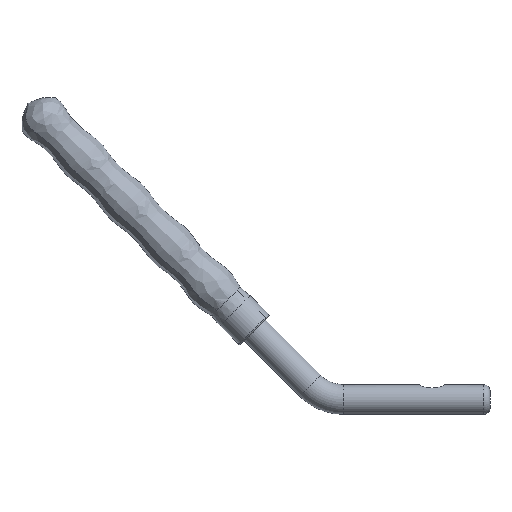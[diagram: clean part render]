
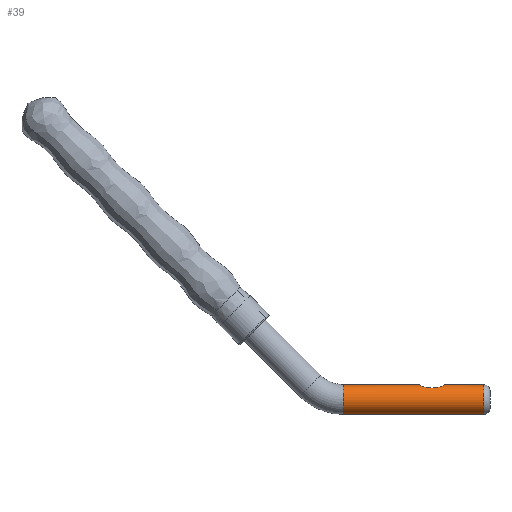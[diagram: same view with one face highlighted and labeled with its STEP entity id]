
A CAD part, top view. The second image highlights one B-rep face of the part: STEP entity #39.
In plain terms, the highlighted cylindrical face has radius 4.75 mm (diameter 9.5 mm), a partial arc.
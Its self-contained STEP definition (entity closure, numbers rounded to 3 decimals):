
#13 = VERTEX_POINT ( 'NONE', #1530 ) ;
#19 = CARTESIAN_POINT ( 'NONE',  ( -19.673, 8.483, 2.938 ) ) ;
#29 = CARTESIAN_POINT ( 'NONE',  ( -21.346, 8.825, 2.445 ) ) ;
#39 = ADVANCED_FACE ( 'NONE', ( #2438 ), #2119, .T. ) ;
#41 = CARTESIAN_POINT ( 'NONE',  ( -20.809, 8.69, 2.656 ) ) ;
#50 = DIRECTION ( 'NONE',  ( 0., -1., 0. ) ) ;
#69 = CARTESIAN_POINT ( 'NONE',  ( -22.5, 9.5, 0.4 ) ) ;
#88 = DIRECTION ( 'NONE',  ( 1., 0., 0. ) ) ;
#142 = CARTESIAN_POINT ( 'NONE',  ( -14.944, 9.131, 1.867 ) ) ;
#207 = ORIENTED_EDGE ( 'NONE', *, *, #324, .F. ) ;
#238 = B_SPLINE_CURVE_WITH_KNOTS ( 'NONE', 3,
 ( #2518, #1465, #1071, #861, #684, #2304, #1063, #444, #1689, #2337 ),
 .UNSPECIFIED., .F., .F.,
 ( 4, 2, 2, 2, 4 ),
 ( 0.001, 0.002, 0.003, 0.004, 0.004 ),
 .UNSPECIFIED. ) ;
#240 = CARTESIAN_POINT ( 'NONE',  ( -21.858, 8.973, 2.174 ) ) ;
#265 = EDGE_LOOP ( 'NONE', ( #207, #1054, #2186, #866, #1796, #1394, #2610, #701, #981 ) ) ;
#324 = EDGE_CURVE ( 'NONE', #997, #692, #728, .T. ) ;
#337 = CARTESIAN_POINT ( 'NONE',  ( -14.572, 9.439, 0.782 ) ) ;
#348 = AXIS2_PLACEMENT_3D ( 'NONE', #1917, #900, #460 ) ;
#426 = CARTESIAN_POINT ( 'NONE',  ( -20.534, 8.629, 2.743 ) ) ;
#444 = CARTESIAN_POINT ( 'NONE',  ( -17.908, 8.426, 3.008 ) ) ;
#460 = DIRECTION ( 'NONE',  ( 0., -1., 0. ) ) ;
#468 = CARTESIAN_POINT ( 'NONE',  ( -18.5, 8.411, 3.026 ) ) ;
#485 = CARTESIAN_POINT ( 'NONE',  ( -14.515, 9.487, 0.396 ) ) ;
#486 = LINE ( 'NONE', #698, #2076 ) ;
#488 = VECTOR ( 'NONE', #1997, 1000. ) ;
#566 = EDGE_CURVE ( 'NONE', #997, #2551, #1605, .T. ) ;
#613 = B_SPLINE_CURVE_WITH_KNOTS ( 'NONE', 3,
 ( #1503, #1931, #1292, #2542, #69, #699 ),
 .UNSPECIFIED., .F., .F.,
 ( 4, 2, 4 ),
 ( 0., 0.001, 0.002 ),
 .UNSPECIFIED. ) ;
#684 = CARTESIAN_POINT ( 'NONE',  ( -16.467, 8.629, 2.743 ) ) ;
#692 = VERTEX_POINT ( 'NONE', #2284 ) ;
#698 = CARTESIAN_POINT ( 'NONE',  ( -46.819, 9.5, 0. ) ) ;
#699 = CARTESIAN_POINT ( 'NONE',  ( -22.5, 9.5, 0. ) ) ;
#701 = ORIENTED_EDGE ( 'NONE', *, *, #2489, .T. ) ;
#724 = EDGE_CURVE ( 'NONE', #931, #1224, #238, .T. ) ;
#728 = CIRCLE ( 'NONE', #348, 4.75 ) ;
#772 = CARTESIAN_POINT ( 'NONE',  ( -14.783, 9.264, 1.528 ) ) ;
#826 = EDGE_CURVE ( 'NONE', #1224, #2514, #898, .T. ) ;
#845 = EDGE_CURVE ( 'NONE', #2551, #930, #1132, .T. ) ;
#861 = CARTESIAN_POINT ( 'NONE',  ( -16.191, 8.69, 2.656 ) ) ;
#866 = ORIENTED_EDGE ( 'NONE', *, *, #1395, .F. ) ;
#871 = CARTESIAN_POINT ( 'NONE',  ( -18.795, 8.411, 3.026 ) ) ;
#879 = CARTESIAN_POINT ( 'NONE',  ( -19.966, 8.525, 2.884 ) ) ;
#895 = CARTESIAN_POINT ( 'NONE',  ( -46.819, 4.75, 0. ) ) ;
#898 = B_SPLINE_CURVE_WITH_KNOTS ( 'NONE', 3,
 ( #468, #871, #1253, #19, #879, #426, #41, #29, #1482, #240 ),
 .UNSPECIFIED., .F., .F.,
 ( 4, 2, 2, 2, 4 ),
 ( 0.004, 0.005, 0.006, 0.007, 0.008 ),
 .UNSPECIFIED. ) ;
#900 = DIRECTION ( 'NONE',  ( -1., 0., 0. ) ) ;
#930 = VERTEX_POINT ( 'NONE', #935 ) ;
#931 = VERTEX_POINT ( 'NONE', #2353 ) ;
#935 = CARTESIAN_POINT ( 'NONE',  ( -2., 9.5, 0. ) ) ;
#977 = CARTESIAN_POINT ( 'NONE',  ( -15.142, 8.973, 2.174 ) ) ;
#981 = ORIENTED_EDGE ( 'NONE', *, *, #1476, .F. ) ;
#997 = VERTEX_POINT ( 'NONE', #2568 ) ;
#1054 = ORIENTED_EDGE ( 'NONE', *, *, #566, .T. ) ;
#1063 = CARTESIAN_POINT ( 'NONE',  ( -17.318, 8.484, 2.937 ) ) ;
#1071 = CARTESIAN_POINT ( 'NONE',  ( -15.652, 8.825, 2.444 ) ) ;
#1072 = AXIS2_PLACEMENT_3D ( 'NONE', #1079, #1283, #50 ) ;
#1079 = CARTESIAN_POINT ( 'NONE',  ( -2., 4.75, 0. ) ) ;
#1132 = CIRCLE ( 'NONE', #1072, 4.75 ) ;
#1224 = VERTEX_POINT ( 'NONE', #2666 ) ;
#1253 = CARTESIAN_POINT ( 'NONE',  ( -19.088, 8.426, 3.009 ) ) ;
#1283 = DIRECTION ( 'NONE',  ( -1., 0., 0. ) ) ;
#1292 = CARTESIAN_POINT ( 'NONE',  ( -22.216, 9.263, 1.53 ) ) ;
#1382 = CARTESIAN_POINT ( 'NONE',  ( -46.819, 0., 0. ) ) ;
#1394 = ORIENTED_EDGE ( 'NONE', *, *, #724, .T. ) ;
#1395 = EDGE_CURVE ( 'NONE', #13, #930, #2467, .T. ) ;
#1465 = CARTESIAN_POINT ( 'NONE',  ( -15.39, 8.899, 2.319 ) ) ;
#1476 = EDGE_CURVE ( 'NONE', #692, #2345, #486, .T. ) ;
#1482 = CARTESIAN_POINT ( 'NONE',  ( -21.609, 8.898, 2.32 ) ) ;
#1503 = CARTESIAN_POINT ( 'NONE',  ( -21.858, 8.973, 2.174 ) ) ;
#1514 = CARTESIAN_POINT ( 'NONE',  ( -14.5, 9.5, 0. ) ) ;
#1521 = DIRECTION ( 'NONE',  ( 1., 0., 0. ) ) ;
#1522 = CARTESIAN_POINT ( 'NONE',  ( -21.858, 8.973, 2.174 ) ) ;
#1530 = CARTESIAN_POINT ( 'NONE',  ( -14.5, 9.5, 0. ) ) ;
#1547 = CARTESIAN_POINT ( 'NONE',  ( -14.5, 9.5, 0.2 ) ) ;
#1605 = LINE ( 'NONE', #1382, #488 ) ;
#1689 = CARTESIAN_POINT ( 'NONE',  ( -18.205, 8.411, 3.026 ) ) ;
#1772 = B_SPLINE_CURVE_WITH_KNOTS ( 'NONE', 3,
 ( #1514, #1547, #485, #337, #2185, #772, #142, #977 ),
 .UNSPECIFIED., .F., .F.,
 ( 4, 2, 2, 4 ),
 ( 0.002, 0.003, 0.004, 0.005 ),
 .UNSPECIFIED. ) ;
#1796 = ORIENTED_EDGE ( 'NONE', *, *, #2033, .T. ) ;
#1909 = CARTESIAN_POINT ( 'NONE',  ( -46.819, 9.5, 0. ) ) ;
#1917 = CARTESIAN_POINT ( 'NONE',  ( -46.819, 4.75, 0. ) ) ;
#1931 = CARTESIAN_POINT ( 'NONE',  ( -22.057, 9.132, 1.866 ) ) ;
#1997 = DIRECTION ( 'NONE',  ( 1., 0., 0. ) ) ;
#2033 = EDGE_CURVE ( 'NONE', #13, #931, #1772, .T. ) ;
#2076 = VECTOR ( 'NONE', #1521, 1000. ) ;
#2112 = DIRECTION ( 'NONE',  ( 1., 0., 0. ) ) ;
#2119 = CYLINDRICAL_SURFACE ( 'NONE', #2396, 4.75 ) ;
#2185 = CARTESIAN_POINT ( 'NONE',  ( -14.615, 9.403, 0.973 ) ) ;
#2186 = ORIENTED_EDGE ( 'NONE', *, *, #845, .T. ) ;
#2210 = VECTOR ( 'NONE', #2112, 1000. ) ;
#2284 = CARTESIAN_POINT ( 'NONE',  ( -46.819, 9.5, 0. ) ) ;
#2291 = CARTESIAN_POINT ( 'NONE',  ( -22.5, 9.5, 0. ) ) ;
#2304 = CARTESIAN_POINT ( 'NONE',  ( -17.03, 8.526, 2.884 ) ) ;
#2335 = DIRECTION ( 'NONE',  ( 0., 1., 0. ) ) ;
#2337 = CARTESIAN_POINT ( 'NONE',  ( -18.5, 8.411, 3.026 ) ) ;
#2345 = VERTEX_POINT ( 'NONE', #2291 ) ;
#2353 = CARTESIAN_POINT ( 'NONE',  ( -15.142, 8.973, 2.174 ) ) ;
#2396 = AXIS2_PLACEMENT_3D ( 'NONE', #895, #88, #2335 ) ;
#2438 = FACE_OUTER_BOUND ( 'NONE', #265, .T. ) ;
#2467 = LINE ( 'NONE', #1909, #2210 ) ;
#2489 = EDGE_CURVE ( 'NONE', #2514, #2345, #613, .T. ) ;
#2514 = VERTEX_POINT ( 'NONE', #1522 ) ;
#2518 = CARTESIAN_POINT ( 'NONE',  ( -15.142, 8.973, 2.174 ) ) ;
#2542 = CARTESIAN_POINT ( 'NONE',  ( -22.441, 9.45, 0.786 ) ) ;
#2551 = VERTEX_POINT ( 'NONE', #2608 ) ;
#2568 = CARTESIAN_POINT ( 'NONE',  ( -46.819, 0., 0. ) ) ;
#2608 = CARTESIAN_POINT ( 'NONE',  ( -2., 0., 0. ) ) ;
#2610 = ORIENTED_EDGE ( 'NONE', *, *, #826, .T. ) ;
#2666 = CARTESIAN_POINT ( 'NONE',  ( -18.5, 8.411, 3.026 ) ) ;
